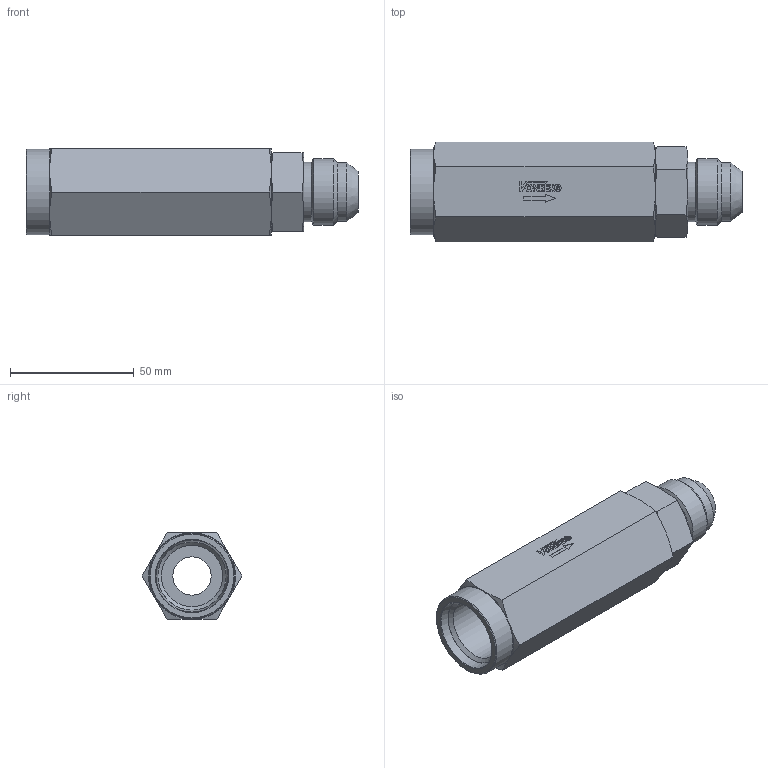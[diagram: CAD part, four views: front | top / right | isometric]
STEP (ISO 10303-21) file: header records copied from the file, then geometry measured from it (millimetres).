
FILE_DESCRIPTION((''),'2;1');
FILE_NAME('10412-212.stp','2015-01-02T15:06:37',('jml'),(''),'Autodesk Inventor 2010','Autodesk Inventor 2010','');
FILE_SCHEMA(('AUTOMOTIVE_DESIGN { 1 0 10303 214 1 1 1 1 }'));
Length unit declared in the file: inch
Products named in the file (3): 10412-212; 320113; 990175
Assembly tree (2 placements, depth 2):
  10412-212
    320113
    990175
Bounding box: 134.01 x 40.33 x 34.92 mm (x, y, z)
Volume: 91119.5 mm3; surface area: 28485.4 mm2
Topology: 3 solids, 3 shells, 168 faces, 409 edges, 265 vertices
Faces by surface type: plane 106, cone 34, cylinder 25, torus 3
Full cylindrical faces by diameter (mm): 1.566 x1, 15.469 x2, 23.698 x1, 24.054 x2, 24.689 x2, 26.975 x2, 34.544 x1
Entity records: 4819 total; most frequent: CARTESIAN_POINT 914, DIRECTION 768, ORIENTED_EDGE 766, EDGE_CURVE 383, VERTEX_POINT 262, AXIS2_PLACEMENT_3D 260, VECTOR 248, LINE 248
